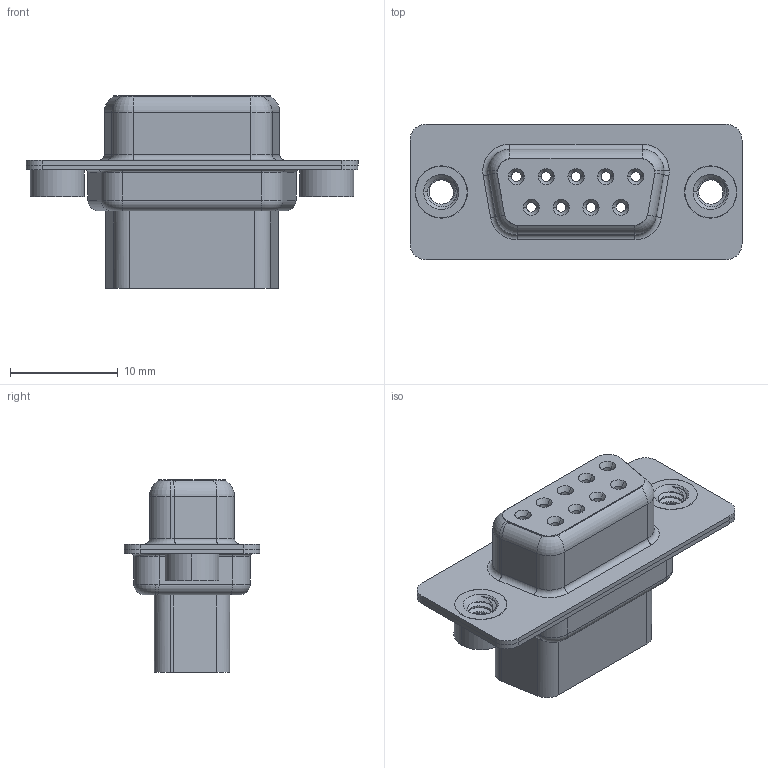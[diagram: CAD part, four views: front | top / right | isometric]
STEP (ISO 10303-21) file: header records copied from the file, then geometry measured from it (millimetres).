
FILE_DESCRIPTION (( 'STEP AP203' ), '1' );
FILE_NAME ('628-009-010-310.STEP', '2018-11-21T21:53:44', ( '' ), ( '' ), 'SwSTEP 2.0', 'SolidWorks 2016', '' );
FILE_SCHEMA (( 'CONFIG_CONTROL_DESIGN' ));
Length unit declared in the file: millimetre
Products named in the file (5): 628 Housing_09 HP; 628 Shell Front_09 Contacts; 628 Shell Rear_09 Contacts; 628 4-40 Threaded Rivet; 628-009-010-310
Assembly tree (5 placements, depth 2):
  628-009-010-310
    628 Housing_09 HP
    628 Shell Front_09 Contacts
    628 Shell Rear_09 Contacts
    628 4-40 Threaded Rivet  x2
Bounding box: 30.8 x 12.6 x 17.9 mm (x, y, z)
Volume: 2142.1 mm3; surface area: 4084.4 mm2
Topology: 5 solids, 5 shells, 392 faces, 927 edges, 583 vertices
Faces by surface type: cylinder 207, plane 94, torus 57, cone 28, bspline 6
Entity records: 12524 total; most frequent: CARTESIAN_POINT 3395, DIRECTION 1948, ORIENTED_EDGE 1702, EDGE_CURVE 851, AXIS2_PLACEMENT_3D 806, VERTEX_POINT 534, CIRCLE 440, EDGE_LOOP 429
